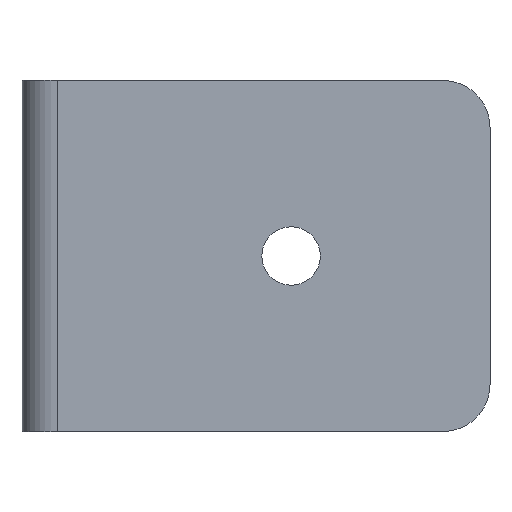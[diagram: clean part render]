
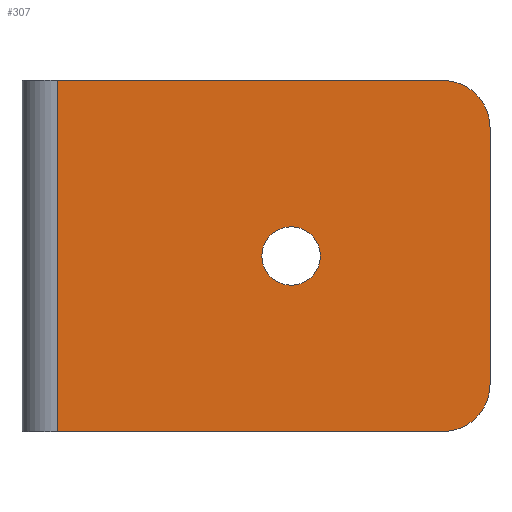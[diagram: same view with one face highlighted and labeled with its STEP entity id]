
A CAD part, front view. The second image highlights one B-rep face of the part: STEP entity #307.
In plain terms, the highlighted planar face has unit normal (0, -1, 0).
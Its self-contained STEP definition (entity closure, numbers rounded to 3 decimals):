
#18=FACE_BOUND('',#61,.T.);
#25=PLANE('',#353);
#41=FACE_OUTER_BOUND('',#60,.T.);
#60=EDGE_LOOP('',(#274,#275,#276,#277,#278,#279));
#61=EDGE_LOOP('',(#280));
#70=LINE('',#479,#96);
#78=LINE('',#503,#104);
#84=LINE('',#520,#110);
#87=LINE('',#528,#113);
#96=VECTOR('',#386,10.);
#104=VECTOR('',#408,10.);
#110=VECTOR('',#424,10.);
#113=VECTOR('',#437,10.);
#116=CIRCLE('',#325,2.5);
#128=CIRCLE('',#344,4.);
#130=CIRCLE('',#349,4.);
#132=VERTEX_POINT('',#451);
#142=VERTEX_POINT('',#476);
#143=VERTEX_POINT('',#478);
#151=VERTEX_POINT('',#500);
#152=VERTEX_POINT('',#502);
#156=VERTEX_POINT('',#512);
#158=VERTEX_POINT('',#518);
#161=EDGE_CURVE('',#132,#132,#116,.T.);
#173=EDGE_CURVE('',#143,#142,#70,.T.);
#185=EDGE_CURVE('',#151,#152,#78,.T.);
#191=EDGE_CURVE('',#156,#142,#128,.T.);
#194=EDGE_CURVE('',#156,#158,#84,.T.);
#197=EDGE_CURVE('',#152,#158,#130,.T.);
#199=EDGE_CURVE('',#143,#151,#87,.T.);
#274=ORIENTED_EDGE('',*,*,#191,.F.);
#275=ORIENTED_EDGE('',*,*,#194,.T.);
#276=ORIENTED_EDGE('',*,*,#197,.F.);
#277=ORIENTED_EDGE('',*,*,#185,.F.);
#278=ORIENTED_EDGE('',*,*,#199,.F.);
#279=ORIENTED_EDGE('',*,*,#173,.T.);
#280=ORIENTED_EDGE('',*,*,#161,.T.);
#307=ADVANCED_FACE('',(#41,#18),#25,.T.);
#325=AXIS2_PLACEMENT_3D('',#453,#362,#363);
#344=AXIS2_PLACEMENT_3D('',#514,#418,#419);
#349=AXIS2_PLACEMENT_3D('',#525,#432,#433);
#353=AXIS2_PLACEMENT_3D('',#532,#443,#444);
#362=DIRECTION('center_axis',(0.,1.,0.));
#363=DIRECTION('ref_axis',(-1.,0.,0.));
#386=DIRECTION('',(1.,0.,0.));
#408=DIRECTION('',(1.,0.,0.));
#418=DIRECTION('center_axis',(0.,1.,0.));
#419=DIRECTION('ref_axis',(0.707,0.,-0.707));
#424=DIRECTION('',(0.,0.,1.));
#432=DIRECTION('center_axis',(0.,1.,0.));
#433=DIRECTION('ref_axis',(0.707,0.,0.707));
#437=DIRECTION('',(0.,0.,1.));
#443=DIRECTION('center_axis',(0.,-1.,0.));
#444=DIRECTION('ref_axis',(1.,0.,0.));
#451=CARTESIAN_POINT('',(25.5,0.,15.));
#453=CARTESIAN_POINT('Origin',(23.,0.,15.));
#476=CARTESIAN_POINT('',(36.,0.,0.));
#478=CARTESIAN_POINT('',(3.,0.,0.));
#479=CARTESIAN_POINT('',(0.,0.,0.));
#500=CARTESIAN_POINT('',(3.,0.,30.));
#502=CARTESIAN_POINT('',(36.,0.,30.));
#503=CARTESIAN_POINT('',(0.,0.,30.));
#512=CARTESIAN_POINT('',(40.,0.,4.));
#514=CARTESIAN_POINT('Origin',(36.,0.,4.));
#518=CARTESIAN_POINT('',(40.,0.,26.));
#520=CARTESIAN_POINT('',(40.,0.,0.));
#525=CARTESIAN_POINT('Origin',(36.,0.,26.));
#528=CARTESIAN_POINT('',(3.,0.,0.));
#532=CARTESIAN_POINT('Origin',(0.,0.,0.));
